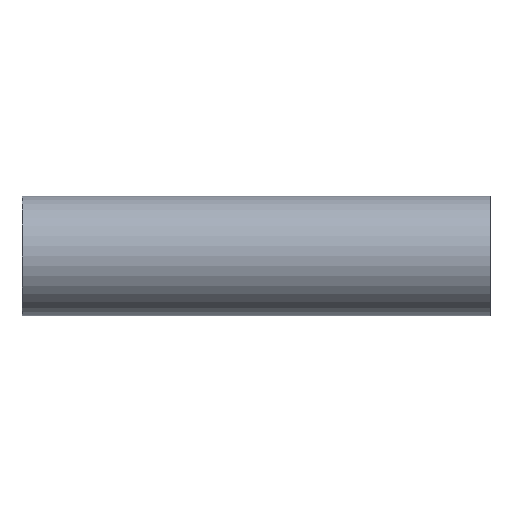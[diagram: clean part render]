
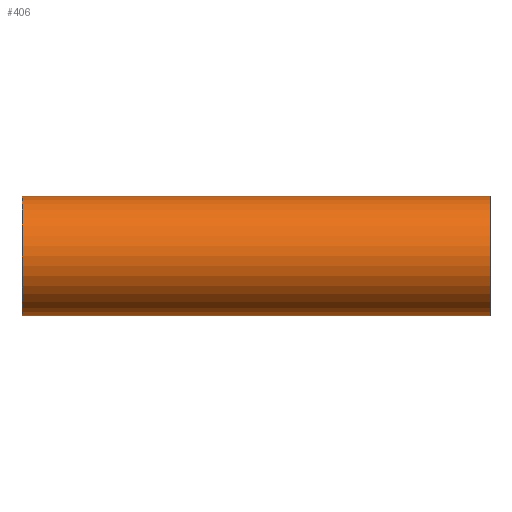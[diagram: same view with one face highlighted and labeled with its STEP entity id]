
A CAD part, left-side view. The second image highlights one B-rep face of the part: STEP entity #406.
In plain terms, the highlighted cylindrical face has radius 23 mm (diameter 46 mm), a partial arc.
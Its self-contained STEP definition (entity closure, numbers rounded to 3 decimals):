
#1 = DIRECTION ( 'NONE',  ( 0., -1., 0. ) ) ;
#4 = DIRECTION ( 'NONE',  ( 0., 0., -1. ) ) ;
#14 = CIRCLE ( 'NONE', #191, 23. ) ;
#16 = VERTEX_POINT ( 'NONE', #202 ) ;
#25 = EDGE_CURVE ( 'NONE', #16, #111, #145, .T. ) ;
#43 = VERTEX_POINT ( 'NONE', #238 ) ;
#44 = LINE ( 'NONE', #126, #283 ) ;
#62 = EDGE_LOOP ( 'NONE', ( #326, #135, #204, #174 ) ) ;
#91 = CARTESIAN_POINT ( 'NONE',  ( 0., 0., 23. ) ) ;
#111 = VERTEX_POINT ( 'NONE', #302 ) ;
#122 = DIRECTION ( 'NONE',  ( 0., -1., 0. ) ) ;
#126 = CARTESIAN_POINT ( 'NONE',  ( 0., 0., -23. ) ) ;
#128 = CARTESIAN_POINT ( 'NONE',  ( 0., 0., 0. ) ) ;
#135 = ORIENTED_EDGE ( 'NONE', *, *, #25, .T. ) ;
#145 = CIRCLE ( 'NONE', #242, 23. ) ;
#161 = AXIS2_PLACEMENT_3D ( 'NONE', #128, #287, #4 ) ;
#171 = EDGE_CURVE ( 'NONE', #293, #43, #14, .T. ) ;
#174 = ORIENTED_EDGE ( 'NONE', *, *, #171, .F. ) ;
#177 = DIRECTION ( 'NONE',  ( 0., 0., -1. ) ) ;
#191 = AXIS2_PLACEMENT_3D ( 'NONE', #409, #122, #177 ) ;
#202 = CARTESIAN_POINT ( 'NONE',  ( 0., 180., 23. ) ) ;
#204 = ORIENTED_EDGE ( 'NONE', *, *, #319, .T. ) ;
#215 = EDGE_CURVE ( 'NONE', #16, #293, #300, .T. ) ;
#227 = FACE_OUTER_BOUND ( 'NONE', #62, .T. ) ;
#234 = DIRECTION ( 'NONE',  ( 0., -1., 0. ) ) ;
#236 = DIRECTION ( 'NONE',  ( 0., 0., -1. ) ) ;
#238 = CARTESIAN_POINT ( 'NONE',  ( 0., 0., -23. ) ) ;
#242 = AXIS2_PLACEMENT_3D ( 'NONE', #336, #234, #236 ) ;
#247 = DIRECTION ( 'NONE',  ( 0., -1., 0. ) ) ;
#283 = VECTOR ( 'NONE', #1, 1000. ) ;
#287 = DIRECTION ( 'NONE',  ( 0., -1., 0. ) ) ;
#293 = VERTEX_POINT ( 'NONE', #343 ) ;
#300 = LINE ( 'NONE', #91, #379 ) ;
#302 = CARTESIAN_POINT ( 'NONE',  ( 0., 180., -23. ) ) ;
#310 = CYLINDRICAL_SURFACE ( 'NONE', #161, 23. ) ;
#319 = EDGE_CURVE ( 'NONE', #111, #43, #44, .T. ) ;
#326 = ORIENTED_EDGE ( 'NONE', *, *, #215, .F. ) ;
#336 = CARTESIAN_POINT ( 'NONE',  ( 0., 180., 0. ) ) ;
#343 = CARTESIAN_POINT ( 'NONE',  ( 0., 0., 23. ) ) ;
#379 = VECTOR ( 'NONE', #247, 1000. ) ;
#406 = ADVANCED_FACE ( 'NONE', ( #227 ), #310, .T. ) ;
#409 = CARTESIAN_POINT ( 'NONE',  ( 0., 0., 0. ) ) ;
